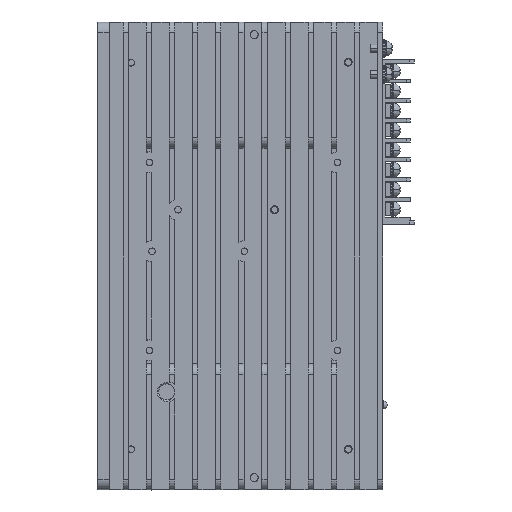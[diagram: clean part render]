
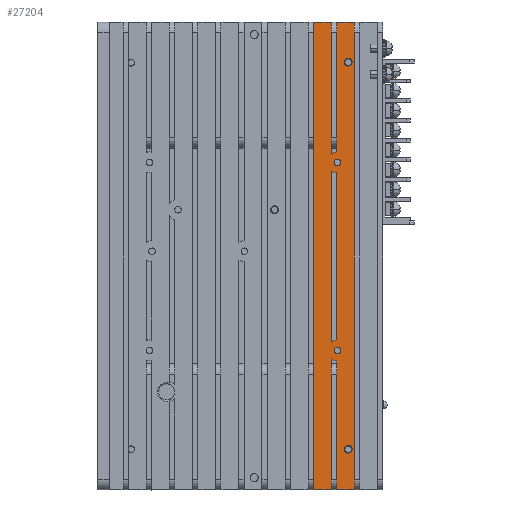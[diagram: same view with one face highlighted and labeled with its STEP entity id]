
A CAD part, front view. The second image highlights one B-rep face of the part: STEP entity #27204.
In plain terms, the highlighted planar face has unit normal (0, -1, 0).
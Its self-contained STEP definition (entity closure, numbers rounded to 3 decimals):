
#1003=DIRECTION('',(1.,0.,0.));
#1004=VECTOR('',#1003,6.8);
#1005=CARTESIAN_POINT('',(27.95,-44.786,-67.));
#1006=LINE('',#1005,#1004);
#1015=DIRECTION('',(1.,0.,0.));
#1016=VECTOR('',#1015,6.8);
#1017=CARTESIAN_POINT('',(36.75,-44.786,-67.));
#1018=LINE('',#1017,#1016);
#1421=DIRECTION('',(1.,0.,0.));
#1422=VECTOR('',#1421,6.8);
#1423=CARTESIAN_POINT('',(36.75,-44.786,111.));
#1424=LINE('',#1423,#1422);
#1425=DIRECTION('',(1.,0.,0.));
#1426=VECTOR('',#1425,6.8);
#1427=CARTESIAN_POINT('',(27.95,-44.786,111.));
#1428=LINE('',#1427,#1426);
#1623=DIRECTION('',(0.,0.,1.));
#1624=VECTOR('',#1623,178.);
#1625=CARTESIAN_POINT('',(43.55,-44.786,-67.));
#1626=LINE('',#1625,#1624);
#1661=CARTESIAN_POINT('',(37.05,-44.786,57.6));
#1662=DIRECTION('',(0.,1.,0.));
#1663=DIRECTION('',(-0.575,0.,0.818));
#1664=AXIS2_PLACEMENT_3D('',#1661,#1662,#1663);
#1666=CARTESIAN_POINT('',(37.05,-44.786,-13.9));
#1667=DIRECTION('',(0.,1.,0.));
#1668=DIRECTION('',(-0.075,0.,-0.997));
#1669=AXIS2_PLACEMENT_3D('',#1666,#1667,#1668);
#1671=CARTESIAN_POINT('',(37.05,-44.786,-13.9));
#1672=DIRECTION('',(0.,-1.,0.));
#1673=DIRECTION('',(-1.,0.,0.));
#1674=AXIS2_PLACEMENT_3D('',#1671,#1672,#1673);
#1676=CARTESIAN_POINT('',(37.05,-44.786,-13.9));
#1677=DIRECTION('',(0.,-1.,0.));
#1678=DIRECTION('',(1.,0.,0.));
#1679=AXIS2_PLACEMENT_3D('',#1676,#1677,#1678);
#1681=CARTESIAN_POINT('',(37.05,-44.786,57.6));
#1682=DIRECTION('',(0.,1.,0.));
#1683=DIRECTION('',(-0.075,0.,-0.997));
#1684=AXIS2_PLACEMENT_3D('',#1681,#1682,#1683);
#1686=CARTESIAN_POINT('',(37.05,-44.786,-13.9));
#1687=DIRECTION('',(0.,1.,0.));
#1688=DIRECTION('',(-0.575,0.,0.818));
#1689=AXIS2_PLACEMENT_3D('',#1686,#1687,#1688);
#1691=CARTESIAN_POINT('',(37.05,-44.786,57.6));
#1692=DIRECTION('',(0.,-1.,0.));
#1693=DIRECTION('',(-1.,0.,0.));
#1694=AXIS2_PLACEMENT_3D('',#1691,#1692,#1693);
#1696=CARTESIAN_POINT('',(37.05,-44.786,57.6));
#1697=DIRECTION('',(0.,-1.,0.));
#1698=DIRECTION('',(1.,0.,0.));
#1699=AXIS2_PLACEMENT_3D('',#1696,#1697,#1698);
#1701=CARTESIAN_POINT('',(41.15,-44.786,-51.5));
#1702=DIRECTION('',(0.,-1.,0.));
#1703=DIRECTION('',(-1.,0.,0.));
#1704=AXIS2_PLACEMENT_3D('',#1701,#1702,#1703);
#1706=CARTESIAN_POINT('',(41.15,-44.786,-51.5));
#1707=DIRECTION('',(0.,-1.,0.));
#1708=DIRECTION('',(1.,0.,0.));
#1709=AXIS2_PLACEMENT_3D('',#1706,#1707,#1708);
#1711=CARTESIAN_POINT('',(41.15,-44.786,95.7));
#1712=DIRECTION('',(0.,-1.,0.));
#1713=DIRECTION('',(-1.,0.,0.));
#1714=AXIS2_PLACEMENT_3D('',#1711,#1712,#1713);
#1716=CARTESIAN_POINT('',(41.15,-44.786,95.7));
#1717=DIRECTION('',(0.,-1.,0.));
#1718=DIRECTION('',(1.,0.,0.));
#1719=AXIS2_PLACEMENT_3D('',#1716,#1717,#1718);
#1731=DIRECTION('',(0.,0.,1.));
#1732=VECTOR('',#1731,49.827);
#1733=CARTESIAN_POINT('',(34.75,-44.786,-67.));
#1734=LINE('',#1733,#1732);
#1752=DIRECTION('',(0.,0.,-1.));
#1753=VECTOR('',#1752,49.111);
#1754=CARTESIAN_POINT('',(36.75,-44.786,-17.889));
#1755=LINE('',#1754,#1753);
#1820=DIRECTION('',(0.,0.,-1.));
#1821=VECTOR('',#1820,178.);
#1822=CARTESIAN_POINT('',(27.95,-44.786,111.));
#1823=LINE('',#1822,#1821);
#18886=DIRECTION('',(0.,0.,1.));
#18887=VECTOR('',#18886,50.127);
#18888=CARTESIAN_POINT('',(34.75,-44.786,60.873));
#18889=LINE('',#18888,#18887);
#18946=DIRECTION('',(0.,0.,-1.));
#18947=VECTOR('',#18946,49.411);
#18948=CARTESIAN_POINT('',(36.75,-44.786,111.));
#18949=LINE('',#18948,#18947);
#19087=DIRECTION('',(0.,0.,1.));
#19088=VECTOR('',#19087,64.955);
#19089=CARTESIAN_POINT('',(34.75,-44.786,-10.627));
#19090=LINE('',#19089,#19088);
#19099=DIRECTION('',(0.,0.,-1.));
#19100=VECTOR('',#19099,63.523);
#19101=CARTESIAN_POINT('',(36.75,-44.786,53.611));
#19102=LINE('',#19101,#19100);
#23237=CARTESIAN_POINT('',(42.65,-44.786,-51.5));
#23238=CARTESIAN_POINT('',(39.65,-44.786,-51.5));
#23239=VERTEX_POINT('',#23237);
#23240=VERTEX_POINT('',#23238);
#23241=CARTESIAN_POINT('',(34.75,-44.786,-67.));
#23242=CARTESIAN_POINT('',(34.75,-44.786,-17.173));
#23243=VERTEX_POINT('',#23241);
#23244=VERTEX_POINT('',#23242);
#23245=CARTESIAN_POINT('',(36.75,-44.786,-17.889));
#23246=VERTEX_POINT('',#23245);
#23247=CARTESIAN_POINT('',(36.75,-44.786,-67.));
#23248=VERTEX_POINT('',#23247);
#23249=CARTESIAN_POINT('',(43.55,-44.786,-67.));
#23250=VERTEX_POINT('',#23249);
#23251=CARTESIAN_POINT('',(43.55,-44.786,111.));
#23252=VERTEX_POINT('',#23251);
#23253=CARTESIAN_POINT('',(36.75,-44.786,111.));
#23254=VERTEX_POINT('',#23253);
#23255=CARTESIAN_POINT('',(36.75,-44.786,61.589));
#23256=VERTEX_POINT('',#23255);
#23257=CARTESIAN_POINT('',(34.75,-44.786,60.873));
#23258=VERTEX_POINT('',#23257);
#23259=CARTESIAN_POINT('',(34.75,-44.786,111.));
#23260=VERTEX_POINT('',#23259);
#23261=CARTESIAN_POINT('',(27.95,-44.786,111.));
#23262=VERTEX_POINT('',#23261);
#23263=CARTESIAN_POINT('',(27.95,-44.786,-67.));
#23264=VERTEX_POINT('',#23263);
#23265=CARTESIAN_POINT('',(35.8,-44.786,-13.9));
#23266=CARTESIAN_POINT('',(38.3,-44.786,-13.9));
#23267=VERTEX_POINT('',#23265);
#23268=VERTEX_POINT('',#23266);
#23269=CARTESIAN_POINT('',(36.75,-44.786,53.611));
#23270=CARTESIAN_POINT('',(34.75,-44.786,54.327));
#23271=VERTEX_POINT('',#23269);
#23272=VERTEX_POINT('',#23270);
#23273=CARTESIAN_POINT('',(36.75,-44.786,-9.911));
#23274=VERTEX_POINT('',#23273);
#23275=CARTESIAN_POINT('',(34.75,-44.786,-10.627));
#23276=VERTEX_POINT('',#23275);
#23277=CARTESIAN_POINT('',(35.8,-44.786,57.6));
#23278=CARTESIAN_POINT('',(38.3,-44.786,57.6));
#23279=VERTEX_POINT('',#23277);
#23280=VERTEX_POINT('',#23278);
#23281=CARTESIAN_POINT('',(39.65,-44.786,95.7));
#23282=CARTESIAN_POINT('',(42.65,-44.786,95.7));
#23283=VERTEX_POINT('',#23281);
#23284=VERTEX_POINT('',#23282);
#27144=CARTESIAN_POINT('',(35.75,-44.786,22.));
#27145=DIRECTION('',(0.,1.,0.));
#27146=DIRECTION('',(1.,0.,0.));
#27147=AXIS2_PLACEMENT_3D('',#27144,#27145,#27146);
#27148=PLANE('',#27147);
#27150=ORIENTED_EDGE('',*,*,#27149,.F.);
#27151=ORIENTED_EDGE('',*,*,#26243,.F.);
#27153=ORIENTED_EDGE('',*,*,#27152,.F.);
#27154=ORIENTED_EDGE('',*,*,#26838,.T.);
#27156=ORIENTED_EDGE('',*,*,#27155,.F.);
#27158=ORIENTED_EDGE('',*,*,#27157,.T.);
#27160=ORIENTED_EDGE('',*,*,#27159,.F.);
#27161=ORIENTED_EDGE('',*,*,#26830,.T.);
#27162=ORIENTED_EDGE('',*,*,#27114,.F.);
#27163=ORIENTED_EDGE('',*,*,#26251,.F.);
#27165=ORIENTED_EDGE('',*,*,#27164,.F.);
#27167=ORIENTED_EDGE('',*,*,#27166,.T.);
#27168=EDGE_LOOP('',(#27150,#27151,#27153,#27154,#27156,#27158,#27160,#27161,
#27162,#27163,#27165,#27167));
#27169=FACE_OUTER_BOUND('',#27168,.F.);
#27171=ORIENTED_EDGE('',*,*,#27170,.T.);
#27173=ORIENTED_EDGE('',*,*,#27172,.T.);
#27174=EDGE_LOOP('',(#27171,#27173));
#27175=FACE_BOUND('',#27174,.F.);
#27177=ORIENTED_EDGE('',*,*,#27176,.T.);
#27179=ORIENTED_EDGE('',*,*,#27178,.F.);
#27181=ORIENTED_EDGE('',*,*,#27180,.T.);
#27183=ORIENTED_EDGE('',*,*,#27182,.F.);
#27184=EDGE_LOOP('',(#27177,#27179,#27181,#27183));
#27185=FACE_BOUND('',#27184,.F.);
#27187=ORIENTED_EDGE('',*,*,#27186,.T.);
#27189=ORIENTED_EDGE('',*,*,#27188,.T.);
#27190=EDGE_LOOP('',(#27187,#27189));
#27191=FACE_BOUND('',#27190,.F.);
#27193=ORIENTED_EDGE('',*,*,#27192,.T.);
#27195=ORIENTED_EDGE('',*,*,#27194,.T.);
#27196=EDGE_LOOP('',(#27193,#27195));
#27197=FACE_BOUND('',#27196,.F.);
#27199=ORIENTED_EDGE('',*,*,#27198,.T.);
#27201=ORIENTED_EDGE('',*,*,#27200,.T.);
#27202=EDGE_LOOP('',(#27199,#27201));
#27203=FACE_BOUND('',#27202,.F.);
#27204=ADVANCED_FACE('',(#27169,#27175,#27185,#27191,#27197,#27203),#27148,.F.);
#1665=CIRCLE('',#1664,4.);
#1670=CIRCLE('',#1669,4.);
#1675=CIRCLE('',#1674,1.25);
#1680=CIRCLE('',#1679,1.25);
#1685=CIRCLE('',#1684,4.);
#1690=CIRCLE('',#1689,4.);
#1695=CIRCLE('',#1694,1.25);
#1700=CIRCLE('',#1699,1.25);
#1705=CIRCLE('',#1704,1.5);
#1710=CIRCLE('',#1709,1.5);
#1715=CIRCLE('',#1714,1.5);
#1720=CIRCLE('',#1719,1.5);
#26243=EDGE_CURVE('',#23264,#23243,#1006,.T.);
#26251=EDGE_CURVE('',#23248,#23250,#1018,.T.);
#26830=EDGE_CURVE('',#23254,#23252,#1424,.T.);
#26838=EDGE_CURVE('',#23262,#23260,#1428,.T.);
#27114=EDGE_CURVE('',#23250,#23252,#1626,.T.);
#27149=EDGE_CURVE('',#23243,#23244,#1734,.T.);
#27152=EDGE_CURVE('',#23262,#23264,#1823,.T.);
#27155=EDGE_CURVE('',#23258,#23260,#18889,.T.);
#27157=EDGE_CURVE('',#23258,#23256,#1665,.T.);
#27159=EDGE_CURVE('',#23254,#23256,#18949,.T.);
#27164=EDGE_CURVE('',#23246,#23248,#1755,.T.);
#27166=EDGE_CURVE('',#23246,#23244,#1670,.T.);
#27170=EDGE_CURVE('',#23267,#23268,#1675,.T.);
#27172=EDGE_CURVE('',#23268,#23267,#1680,.T.);
#27176=EDGE_CURVE('',#23271,#23272,#1685,.T.);
#27178=EDGE_CURVE('',#23276,#23272,#19090,.T.);
#27180=EDGE_CURVE('',#23276,#23274,#1690,.T.);
#27182=EDGE_CURVE('',#23271,#23274,#19102,.T.);
#27186=EDGE_CURVE('',#23279,#23280,#1695,.T.);
#27188=EDGE_CURVE('',#23280,#23279,#1700,.T.);
#27192=EDGE_CURVE('',#23240,#23239,#1705,.T.);
#27194=EDGE_CURVE('',#23239,#23240,#1710,.T.);
#27198=EDGE_CURVE('',#23283,#23284,#1715,.T.);
#27200=EDGE_CURVE('',#23284,#23283,#1720,.T.);
